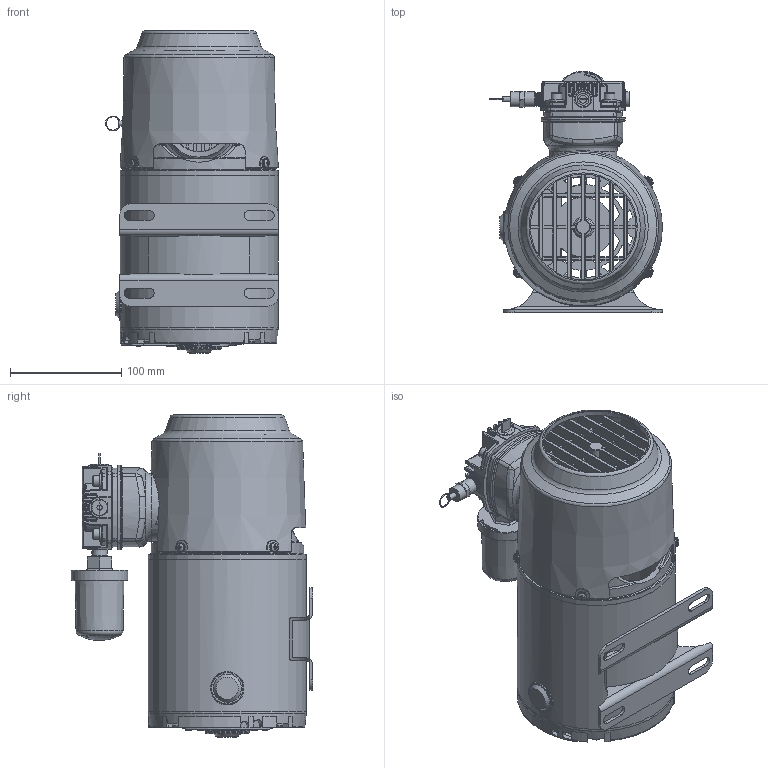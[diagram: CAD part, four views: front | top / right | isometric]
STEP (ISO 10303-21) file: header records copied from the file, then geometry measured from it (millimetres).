
FILE_DESCRIPTION (( 'STEP AP214' ), '1' );
FILE_NAME ('1LAA-10-M100X.STEP', '2025-04-17T19:02:35', ( '' ), ( '' ), 'SwSTEP 2.0', 'SolidWorks 2023', '' );
FILE_SCHEMA (( 'AUTOMOTIVE_DESIGN' ));
Length unit declared in the file: inch
Products named in the file (42): AF519A; M100X-AA; BB417_95345A544; AF598; AK488; AF531; BB619; AG449-1; AF508; BA503; AF513A; B300A; AF534; 1LAA-1; AT147; AS100C; AF518; AF517A; AC416; 1LAA-10-M100X; AF533; AF523; AH344; AG263_BASE; AH664; AG263_TOP; AF530; AH907; AF512; B344A; AF529; AG264; AE451A; AH569A; AF510; AF506; M100GX
Assembly tree (35 placements, depth 4):
  AF598
  AF513A
  AT147
  AF517A
  AC416
Bounding box: 155.75 x 217.24 x 289.94 mm (x, y, z)
Volume: 689310.5 mm3; surface area: 487776.1 mm2
Topology: 41 solids, 41 shells, 3519 faces, 8950 edges, 5448 vertices
Faces by surface type: bspline 1165, plane 936, cylinder 901, cone 249, torus 200, sphere 68
Full cylindrical faces by diameter (mm): 2.286 x6, 2.54 x2, 3.134 x44, 3.302 x3, 3.322 x1, 3.454 x14, 3.505 x1, 4.381 x2, 4.699 x1, 4.826 x8, 4.902 x2, 5.7 x4, 6.35 x4, 6.604 x8, 6.858 x8, 7.112 x4, 7.874 x2, 8.179 x4, 8.357 x1, 9.525 x4, 10.541 x1, 11.684 x4, 12.7 x5, 13.716 x2, 13.843 x2, 15.469 x1, 15.748 x2, 15.875 x1, 17.78 x1, 19.05 x2
Entity records: 153284 total; most frequent: CARTESIAN_POINT 70311, ORIENTED_EDGE 16824, DIRECTION 12592, EDGE_CURVE 8412, VERTEX_POINT 5234, AXIS2_PLACEMENT_3D 4877, EDGE_LOOP 3862, FACE_OUTER_BOUND 3588
